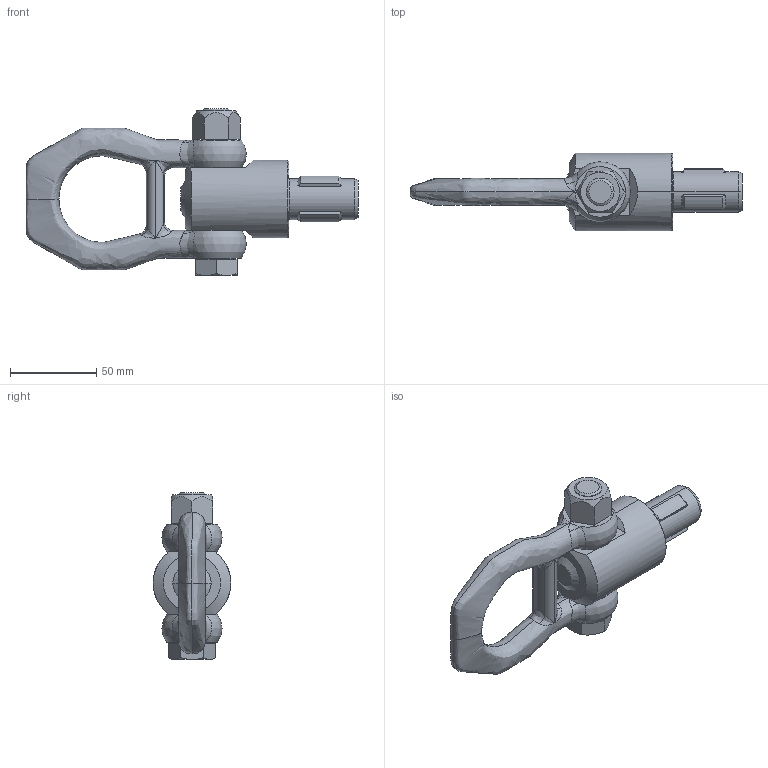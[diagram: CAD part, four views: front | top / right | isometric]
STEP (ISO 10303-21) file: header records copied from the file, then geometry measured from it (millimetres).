
FILE_DESCRIPTION(('STEP AP214'),'1');
FILE_NAME('HALDERN_EH_22352_0027.stp','2021-10-05T09:34:25',('TraceParts'),('TraceParts S.A.'),'Spatial InterOp 3D',' ',' ');
FILE_SCHEMA(('AUTOMOTIVE_DESIGN { 1 0 10303 214 1 1 1 1 }'));
Length unit declared in the file: millimetre
Products named in the file (1): HALDERN_EH_22352_0027_1
Bounding box: 192.07 x 45 x 96.5 mm (x, y, z)
Volume: 199508.3 mm3; surface area: 43725.9 mm2
Topology: 4 solids, 4 shells, 149 faces, 395 edges, 251 vertices
Faces by surface type: cylinder 39, bspline 38, plane 38, cone 30, torus 4
Entity records: 21647 total; most frequent: CARTESIAN_POINT 17084, ORIENTED_EDGE 774, DIRECTION 594, EDGE_CURVE 387, AXIS2_PLACEMENT_3D 252, VERTEX_POINT 251, EDGE_LOOP 164, STYLED_ITEM 153
